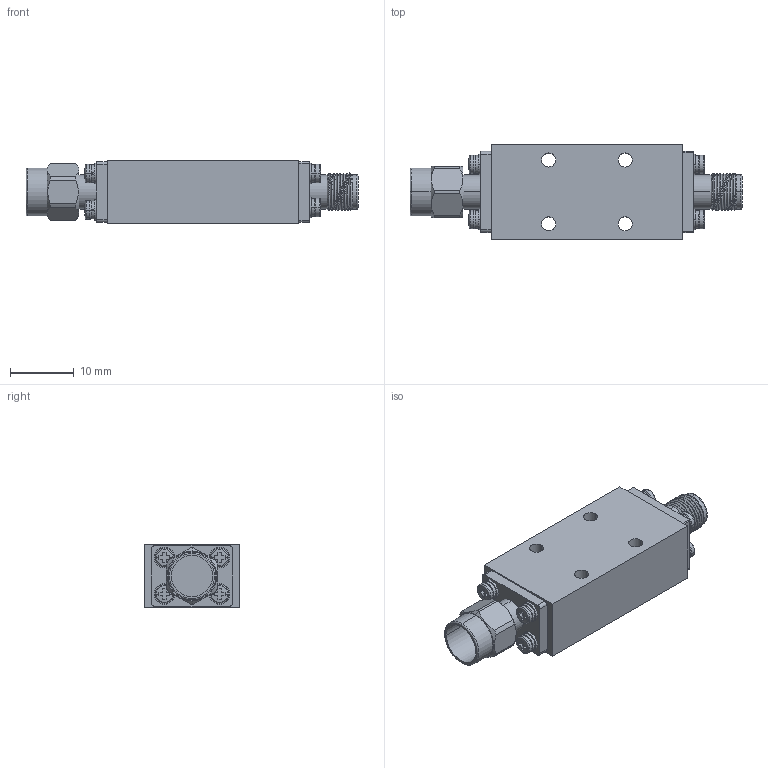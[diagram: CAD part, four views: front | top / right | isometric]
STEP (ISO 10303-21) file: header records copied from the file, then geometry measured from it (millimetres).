
FILE_DESCRIPTION (( 'STEP AP214' ), '1' );
FILE_NAME ('CF-BFK-LJ1.STEP', '2025-10-10T21:11:30', ( '' ), ( '' ), 'SwSTEP 2.0', 'SolidWorks 2021', '' );
FILE_SCHEMA (( 'AUTOMOTIVE_DESIGN' ));
Length unit declared in the file: inch
Products named in the file (1): CF-BFK-LJ1
Bounding box: 52 x 15 x 10 mm (x, y, z)
Volume: 5274.2 mm3; surface area: 3387.9 mm2
Topology: 1 solids, 1 shells, 459 faces, 1164 edges, 731 vertices
Faces by surface type: plane 185, cylinder 168, torus 52, cone 32, sphere 16, bspline 6
Entity records: 21380 total; most frequent: CARTESIAN_POINT 3903, DIRECTION 2601, ORIENTED_EDGE 2328, EDGE_CURVE 1164, AXIS2_PLACEMENT_3D 1053, VERTEX_POINT 731, CIRCLE 599, EDGE_LOOP 519
